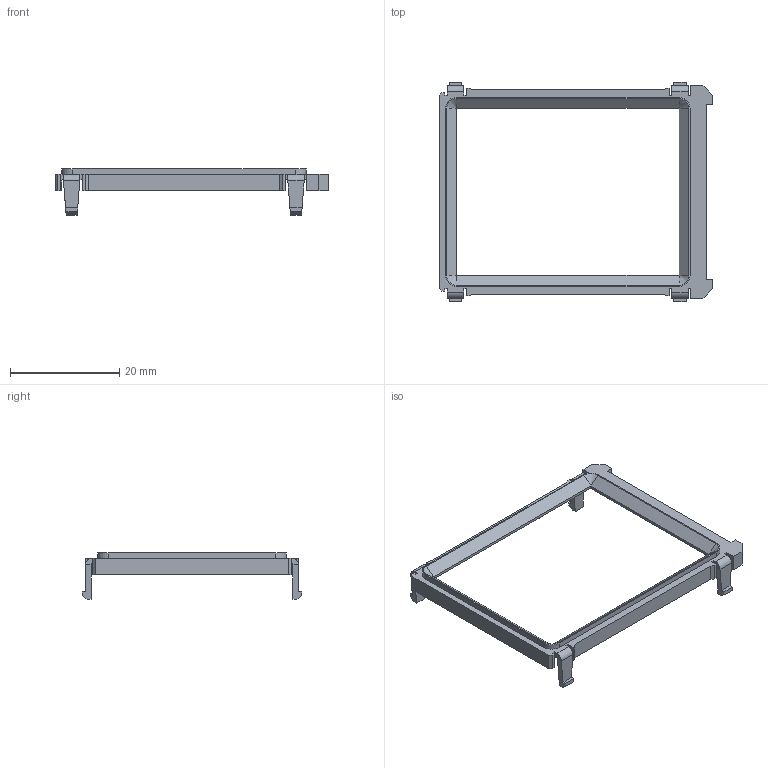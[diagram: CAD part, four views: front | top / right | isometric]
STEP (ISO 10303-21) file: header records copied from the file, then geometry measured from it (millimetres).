
FILE_DESCRIPTION(('FreeCAD Model'),'2;1');
FILE_NAME('Open CASCADE Shape Model','2024-11-27T14:04:03',(''),(''), 'Open CASCADE STEP processor 7.7','FreeCAD','Unknown');
FILE_SCHEMA(('AUTOMOTIVE_DESIGN { 1 0 10303 214 1 1 1 1 }'));
Length unit declared in the file: millimetre
Products named in the file (1): PLASTIC-VSN1-DISPLAY-INTERFACE
Bounding box: 50.1 x 40.21 x 8.44 mm (x, y, z)
Volume: 1016.9 mm3; surface area: 2419.5 mm2
Topology: 1 solids, 1 shells, 183 faces, 522 edges, 342 vertices
Faces by surface type: plane 167, cylinder 12, revolution 4
Entity records: 5886 total; most frequent: CARTESIAN_POINT 1052, ORIENTED_EDGE 1044, DIRECTION 926, EDGE_CURVE 522, LINE 490, VECTOR 490, VERTEX_POINT 342, AXIS2_PLACEMENT_3D 216
